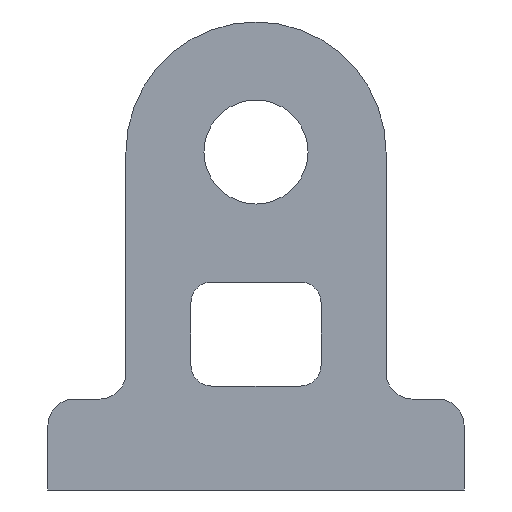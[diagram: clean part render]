
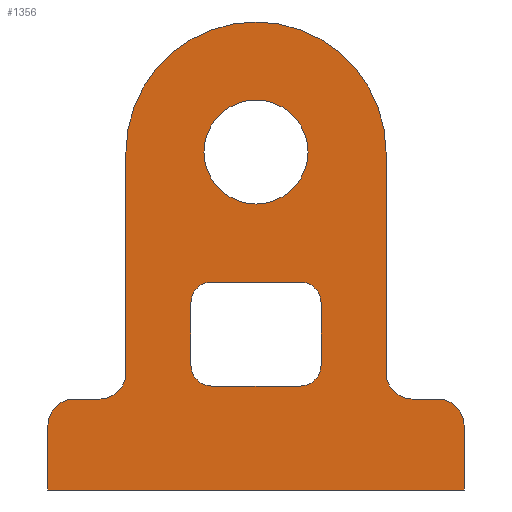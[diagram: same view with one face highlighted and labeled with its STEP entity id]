
A CAD part, left-side view. The second image highlights one B-rep face of the part: STEP entity #1356.
In plain terms, the highlighted face is planar.
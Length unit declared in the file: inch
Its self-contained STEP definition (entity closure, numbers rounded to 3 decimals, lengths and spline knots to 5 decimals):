
#95=LINE('',#2291,#180);
#96=LINE('',#2295,#181);
#97=LINE('',#2299,#182);
#98=LINE('',#2303,#183);
#99=LINE('',#2307,#184);
#100=LINE('',#2309,#185);
#101=LINE('',#2310,#186);
#102=LINE('',#2317,#187);
#103=LINE('',#2321,#188);
#104=LINE('',#2325,#189);
#105=LINE('',#2328,#190);
#180=VECTOR('',#1906,39.37008);
#181=VECTOR('',#1909,0.3937);
#182=VECTOR('',#1912,0.3937);
#183=VECTOR('',#1915,39.37008);
#184=VECTOR('',#1918,0.3937);
#185=VECTOR('',#1919,0.3937);
#186=VECTOR('',#1920,0.3937);
#187=VECTOR('',#1925,39.37008);
#188=VECTOR('',#1928,39.37008);
#189=VECTOR('',#1931,39.37008);
#190=VECTOR('',#1934,39.37008);
#287=FACE_BOUND('',#463,.T.);
#288=FACE_BOUND('',#464,.T.);
#351=FACE_OUTER_BOUND('',#462,.T.);
#462=EDGE_LOOP('',(#1097,#1098,#1099,#1100,#1101,#1102,#1103,#1104,#1105,
#1106,#1107,#1108));
#463=EDGE_LOOP('',(#1109));
#464=EDGE_LOOP('',(#1110,#1111,#1112,#1113,#1114,#1115,#1116,#1117));
#561=CIRCLE('',#1548,0.5);
#562=CIRCLE('',#1550,0.5);
#563=CIRCLE('',#1551,2.5);
#564=CIRCLE('',#1552,0.5);
#565=CIRCLE('',#1553,0.5);
#566=CIRCLE('',#1554,1.);
#567=CIRCLE('',#1555,0.4);
#568=CIRCLE('',#1556,0.4);
#569=CIRCLE('',#1557,0.4);
#570=CIRCLE('',#1558,0.4);
#655=VERTEX_POINT('',#2284);
#656=VERTEX_POINT('',#2286);
#657=VERTEX_POINT('',#2290);
#658=VERTEX_POINT('',#2292);
#659=VERTEX_POINT('',#2294);
#660=VERTEX_POINT('',#2296);
#661=VERTEX_POINT('',#2298);
#662=VERTEX_POINT('',#2300);
#663=VERTEX_POINT('',#2302);
#664=VERTEX_POINT('',#2304);
#665=VERTEX_POINT('',#2306);
#666=VERTEX_POINT('',#2308);
#667=VERTEX_POINT('',#2311);
#668=VERTEX_POINT('',#2313);
#669=VERTEX_POINT('',#2314);
#670=VERTEX_POINT('',#2316);
#671=VERTEX_POINT('',#2318);
#672=VERTEX_POINT('',#2320);
#673=VERTEX_POINT('',#2322);
#674=VERTEX_POINT('',#2324);
#675=VERTEX_POINT('',#2326);
#809=EDGE_CURVE('',#655,#656,#561,.T.);
#811=EDGE_CURVE('',#657,#655,#95,.T.);
#812=EDGE_CURVE('',#658,#657,#562,.T.);
#813=EDGE_CURVE('',#659,#658,#96,.T.);
#814=EDGE_CURVE('',#660,#659,#563,.F.);
#815=EDGE_CURVE('',#661,#660,#97,.T.);
#816=EDGE_CURVE('',#662,#661,#564,.T.);
#817=EDGE_CURVE('',#663,#662,#98,.T.);
#818=EDGE_CURVE('',#664,#663,#565,.T.);
#819=EDGE_CURVE('',#665,#664,#99,.T.);
#820=EDGE_CURVE('',#666,#665,#100,.T.);
#821=EDGE_CURVE('',#656,#666,#101,.T.);
#822=EDGE_CURVE('',#667,#667,#566,.T.);
#823=EDGE_CURVE('',#668,#669,#567,.T.);
#824=EDGE_CURVE('',#670,#668,#102,.T.);
#825=EDGE_CURVE('',#671,#670,#568,.T.);
#826=EDGE_CURVE('',#672,#671,#103,.T.);
#827=EDGE_CURVE('',#673,#672,#569,.T.);
#828=EDGE_CURVE('',#674,#673,#104,.T.);
#829=EDGE_CURVE('',#675,#674,#570,.T.);
#830=EDGE_CURVE('',#669,#675,#105,.T.);
#1097=ORIENTED_EDGE('',*,*,#809,.F.);
#1098=ORIENTED_EDGE('',*,*,#811,.F.);
#1099=ORIENTED_EDGE('',*,*,#812,.F.);
#1100=ORIENTED_EDGE('',*,*,#813,.F.);
#1101=ORIENTED_EDGE('',*,*,#814,.F.);
#1102=ORIENTED_EDGE('',*,*,#815,.F.);
#1103=ORIENTED_EDGE('',*,*,#816,.F.);
#1104=ORIENTED_EDGE('',*,*,#817,.F.);
#1105=ORIENTED_EDGE('',*,*,#818,.F.);
#1106=ORIENTED_EDGE('',*,*,#819,.F.);
#1107=ORIENTED_EDGE('',*,*,#820,.F.);
#1108=ORIENTED_EDGE('',*,*,#821,.F.);
#1109=ORIENTED_EDGE('',*,*,#822,.T.);
#1110=ORIENTED_EDGE('',*,*,#823,.F.);
#1111=ORIENTED_EDGE('',*,*,#824,.F.);
#1112=ORIENTED_EDGE('',*,*,#825,.F.);
#1113=ORIENTED_EDGE('',*,*,#826,.F.);
#1114=ORIENTED_EDGE('',*,*,#827,.F.);
#1115=ORIENTED_EDGE('',*,*,#828,.F.);
#1116=ORIENTED_EDGE('',*,*,#829,.F.);
#1117=ORIENTED_EDGE('',*,*,#830,.F.);
#1238=PLANE('',#1549);
#1356=ADVANCED_FACE('',(#351,#287,#288),#1238,.F.);
#1548=AXIS2_PLACEMENT_3D('',#2287,#1901,#1902);
#1549=AXIS2_PLACEMENT_3D('',#2289,#1904,#1905);
#1550=AXIS2_PLACEMENT_3D('',#2293,#1907,#1908);
#1551=AXIS2_PLACEMENT_3D('',#2297,#1910,#1911);
#1552=AXIS2_PLACEMENT_3D('',#2301,#1913,#1914);
#1553=AXIS2_PLACEMENT_3D('',#2305,#1916,#1917);
#1554=AXIS2_PLACEMENT_3D('',#2312,#1921,#1922);
#1555=AXIS2_PLACEMENT_3D('',#2315,#1923,#1924);
#1556=AXIS2_PLACEMENT_3D('',#2319,#1926,#1927);
#1557=AXIS2_PLACEMENT_3D('',#2323,#1929,#1930);
#1558=AXIS2_PLACEMENT_3D('',#2327,#1932,#1933);
#1901=DIRECTION('center_axis',(-1.,0.,0.));
#1902=DIRECTION('ref_axis',(0.,0.707,0.707));
#1904=DIRECTION('center_axis',(-1.,0.,0.));
#1905=DIRECTION('ref_axis',(0.,0.,1.));
#1906=DIRECTION('',(0.,1.,0.));
#1907=DIRECTION('center_axis',(1.,0.,0.));
#1908=DIRECTION('ref_axis',(0.,-0.707,-0.707));
#1909=DIRECTION('',(0.,0.,-1.));
#1910=DIRECTION('center_axis',(1.,0.,0.));
#1911=DIRECTION('ref_axis',(0.,0.,1.));
#1912=DIRECTION('',(0.,0.,1.));
#1913=DIRECTION('center_axis',(1.,0.,0.));
#1914=DIRECTION('ref_axis',(0.,0.707,-0.707));
#1915=DIRECTION('',(0.,1.,0.));
#1916=DIRECTION('center_axis',(-1.,0.,0.));
#1917=DIRECTION('ref_axis',(0.,-0.707,0.707));
#1918=DIRECTION('',(0.,0.,1.));
#1919=DIRECTION('',(0.,-1.,0.));
#1920=DIRECTION('',(0.,0.,-1.));
#1921=DIRECTION('center_axis',(-1.,0.,0.));
#1922=DIRECTION('ref_axis',(0.,1.,0.));
#1923=DIRECTION('center_axis',(1.,0.,0.));
#1924=DIRECTION('ref_axis',(0.,0.,-1.));
#1925=DIRECTION('',(0.,0.,-1.));
#1926=DIRECTION('center_axis',(1.,0.,0.));
#1927=DIRECTION('ref_axis',(0.,0.,-1.));
#1928=DIRECTION('',(0.,-1.,0.));
#1929=DIRECTION('center_axis',(1.,0.,0.));
#1930=DIRECTION('ref_axis',(0.,0.,-1.));
#1931=DIRECTION('',(0.,0.,1.));
#1932=DIRECTION('center_axis',(1.,0.,0.));
#1933=DIRECTION('ref_axis',(0.,0.,-1.));
#1934=DIRECTION('',(0.,1.,0.));
#2284=CARTESIAN_POINT('',(-12.78,3.5,-4.75));
#2286=CARTESIAN_POINT('',(-12.78,4.,-5.25));
#2287=CARTESIAN_POINT('Origin',(-12.78,3.5,-5.25));
#2289=CARTESIAN_POINT('Origin',(-12.78,3.5,-5.25));
#2290=CARTESIAN_POINT('',(-12.78,3.,-4.75));
#2291=CARTESIAN_POINT('',(-12.78,3.5,-4.75));
#2292=CARTESIAN_POINT('',(-12.78,2.5,-4.25));
#2293=CARTESIAN_POINT('Origin',(-12.78,3.,-4.25));
#2294=CARTESIAN_POINT('',(-12.78,2.5,0.));
#2295=CARTESIAN_POINT('',(-12.78,2.5,-2.625));
#2296=CARTESIAN_POINT('',(-12.78,-2.5,0.));
#2297=CARTESIAN_POINT('Origin',(-12.78,0.,0.));
#2298=CARTESIAN_POINT('',(-12.78,-2.5,-4.25));
#2299=CARTESIAN_POINT('',(-12.78,-2.5,-4.75));
#2300=CARTESIAN_POINT('',(-12.78,-3.,-4.75));
#2301=CARTESIAN_POINT('Origin',(-12.78,-3.,-4.25));
#2302=CARTESIAN_POINT('',(-12.78,-3.5,-4.75));
#2303=CARTESIAN_POINT('',(-12.78,3.5,-4.75));
#2304=CARTESIAN_POINT('',(-12.78,-4.,-5.25));
#2305=CARTESIAN_POINT('Origin',(-12.78,-3.5,-5.25));
#2306=CARTESIAN_POINT('',(-12.78,-4.,-6.49996));
#2307=CARTESIAN_POINT('',(-12.78,-4.,-5.875));
#2308=CARTESIAN_POINT('',(-12.78,4.,-6.49996));
#2309=CARTESIAN_POINT('',(-12.78,1.75,-6.49996));
#2310=CARTESIAN_POINT('',(-12.78,4.,-5.25));
#2311=CARTESIAN_POINT('',(-12.78,-1.,0.));
#2312=CARTESIAN_POINT('Origin',(-12.78,0.,0.));
#2313=CARTESIAN_POINT('',(-12.78,-1.25,-4.1));
#2314=CARTESIAN_POINT('',(-12.78,-0.85,-4.5));
#2315=CARTESIAN_POINT('Origin',(-12.78,-0.85,-4.1));
#2316=CARTESIAN_POINT('',(-12.78,-1.25,-2.9));
#2317=CARTESIAN_POINT('',(-12.78,-1.25,-5.25));
#2318=CARTESIAN_POINT('',(-12.78,-0.85,-2.5));
#2319=CARTESIAN_POINT('Origin',(-12.78,-0.85,-2.9));
#2320=CARTESIAN_POINT('',(-12.78,0.85,-2.5));
#2321=CARTESIAN_POINT('',(-12.78,3.5,-2.5));
#2322=CARTESIAN_POINT('',(-12.78,1.25,-2.9));
#2323=CARTESIAN_POINT('Origin',(-12.78,0.85,-2.9));
#2324=CARTESIAN_POINT('',(-12.78,1.25,-4.1));
#2325=CARTESIAN_POINT('',(-12.78,1.25,-5.25));
#2326=CARTESIAN_POINT('',(-12.78,0.85,-4.5));
#2327=CARTESIAN_POINT('Origin',(-12.78,0.85,-4.1));
#2328=CARTESIAN_POINT('',(-12.78,3.5,-4.5));
